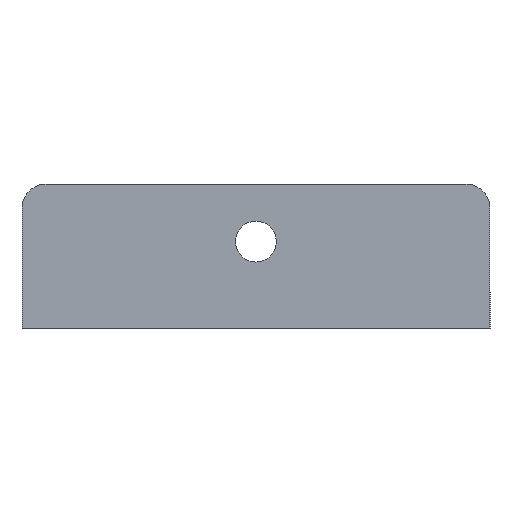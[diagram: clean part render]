
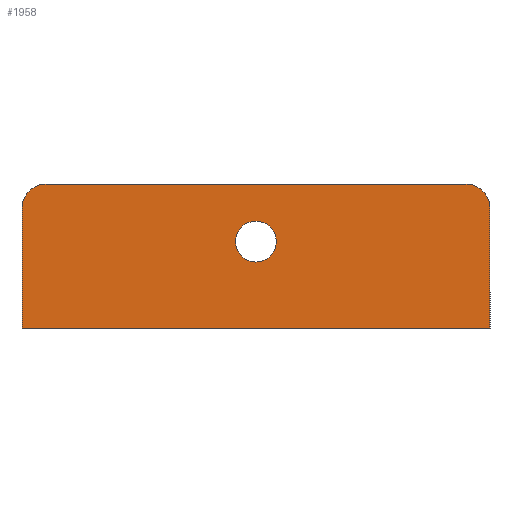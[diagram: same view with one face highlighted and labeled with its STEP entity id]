
A CAD part, left-side view. The second image highlights one B-rep face of the part: STEP entity #1958.
In plain terms, the highlighted planar face has unit normal (-1, 0, 0).
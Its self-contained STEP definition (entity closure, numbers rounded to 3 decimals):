
#44 = PLANE('',#45);
#45 = AXIS2_PLACEMENT_3D('',#46,#47,#48);
#46 = CARTESIAN_POINT('',(-25.,-19.509,0.));
#47 = DIRECTION('',(0.,1.,0.));
#48 = DIRECTION('',(0.,0.,1.));
#132 = PLANE('',#133);
#133 = AXIS2_PLACEMENT_3D('',#134,#135,#136);
#134 = CARTESIAN_POINT('',(-27.,-19.509,0.));
#135 = DIRECTION('',(0.,0.,-1.));
#136 = DIRECTION('',(-1.,0.,0.));
#227 = VERTEX_POINT('',#228);
#228 = CARTESIAN_POINT('',(-27.,-19.509,10.));
#242 = CYLINDRICAL_SURFACE('',#243,2.);
#243 = AXIS2_PLACEMENT_3D('',#244,#245,#246);
#244 = CARTESIAN_POINT('',(-27.,-17.509,10.));
#245 = DIRECTION('',(-1.,0.,0.));
#246 = DIRECTION('',(0.,-1.,0.));
#254 = EDGE_CURVE('',#227,#255,#257,.T.);
#255 = VERTEX_POINT('',#256);
#256 = CARTESIAN_POINT('',(-27.,-19.509,3.));
#257 = SURFACE_CURVE('',#258,(#262,#269),.PCURVE_S1.);
#258 = LINE('',#259,#260);
#259 = CARTESIAN_POINT('',(-27.,-19.509,10.));
#260 = VECTOR('',#261,1.);
#261 = DIRECTION('',(0.,0.,-1.));
#262 = PCURVE('',#44,#263);
#263 = DEFINITIONAL_REPRESENTATION('',(#264),#268);
#264 = LINE('',#265,#266);
#265 = CARTESIAN_POINT('',(10.,-2.));
#266 = VECTOR('',#267,1.);
#267 = DIRECTION('',(-1.,0.));
#268 = ( GEOMETRIC_REPRESENTATION_CONTEXT(2) 
PARAMETRIC_REPRESENTATION_CONTEXT() REPRESENTATION_CONTEXT('2D SPACE',''
  ) );
#269 = PCURVE('',#270,#275);
#270 = PLANE('',#271);
#271 = AXIS2_PLACEMENT_3D('',#272,#273,#274);
#272 = CARTESIAN_POINT('',(-27.,-19.509,10.));
#273 = DIRECTION('',(-1.,0.,0.));
#274 = DIRECTION('',(0.,0.,-1.));
#275 = DEFINITIONAL_REPRESENTATION('',(#276),#280);
#276 = LINE('',#277,#278);
#277 = CARTESIAN_POINT('',(0.,-0.));
#278 = VECTOR('',#279,1.);
#279 = DIRECTION('',(1.,0.));
#280 = ( GEOMETRIC_REPRESENTATION_CONTEXT(2) 
PARAMETRIC_REPRESENTATION_CONTEXT() REPRESENTATION_CONTEXT('2D SPACE',''
  ) );
#282 = EDGE_CURVE('',#283,#255,#285,.T.);
#283 = VERTEX_POINT('',#284);
#284 = CARTESIAN_POINT('',(-27.,-19.509,0.));
#285 = SURFACE_CURVE('',#286,(#290,#297),.PCURVE_S1.);
#286 = LINE('',#287,#288);
#287 = CARTESIAN_POINT('',(-27.,-19.509,0.));
#288 = VECTOR('',#289,1.);
#289 = DIRECTION('',(0.,0.,1.));
#290 = PCURVE('',#44,#291);
#291 = DEFINITIONAL_REPRESENTATION('',(#292),#296);
#292 = LINE('',#293,#294);
#293 = CARTESIAN_POINT('',(0.,-2.));
#294 = VECTOR('',#295,1.);
#295 = DIRECTION('',(1.,0.));
#296 = ( GEOMETRIC_REPRESENTATION_CONTEXT(2) 
PARAMETRIC_REPRESENTATION_CONTEXT() REPRESENTATION_CONTEXT('2D SPACE',''
  ) );
#297 = PCURVE('',#270,#298);
#298 = DEFINITIONAL_REPRESENTATION('',(#299),#303);
#299 = LINE('',#300,#301);
#300 = CARTESIAN_POINT('',(10.,0.));
#301 = VECTOR('',#302,1.);
#302 = DIRECTION('',(-1.,-0.));
#303 = ( GEOMETRIC_REPRESENTATION_CONTEXT(2) 
PARAMETRIC_REPRESENTATION_CONTEXT() REPRESENTATION_CONTEXT('2D SPACE',''
  ) );
#407 = EDGE_CURVE('',#283,#408,#410,.T.);
#408 = VERTEX_POINT('',#409);
#409 = CARTESIAN_POINT('',(-27.,19.491,0.));
#410 = SURFACE_CURVE('',#411,(#415,#422),.PCURVE_S1.);
#411 = LINE('',#412,#413);
#412 = CARTESIAN_POINT('',(-27.,-19.509,0.));
#413 = VECTOR('',#414,1.);
#414 = DIRECTION('',(0.,1.,0.));
#415 = PCURVE('',#132,#416);
#416 = DEFINITIONAL_REPRESENTATION('',(#417),#421);
#417 = LINE('',#418,#419);
#418 = CARTESIAN_POINT('',(0.,0.));
#419 = VECTOR('',#420,1.);
#420 = DIRECTION('',(0.,1.));
#421 = ( GEOMETRIC_REPRESENTATION_CONTEXT(2) 
PARAMETRIC_REPRESENTATION_CONTEXT() REPRESENTATION_CONTEXT('2D SPACE',''
  ) );
#422 = PCURVE('',#270,#423);
#423 = DEFINITIONAL_REPRESENTATION('',(#424),#428);
#424 = LINE('',#425,#426);
#425 = CARTESIAN_POINT('',(10.,0.));
#426 = VECTOR('',#427,1.);
#427 = DIRECTION('',(0.,-1.));
#428 = ( GEOMETRIC_REPRESENTATION_CONTEXT(2) 
PARAMETRIC_REPRESENTATION_CONTEXT() REPRESENTATION_CONTEXT('2D SPACE',''
  ) );
#446 = PLANE('',#447);
#447 = AXIS2_PLACEMENT_3D('',#448,#449,#450);
#448 = CARTESIAN_POINT('',(-25.,19.491,0.));
#449 = DIRECTION('',(0.,1.,0.));
#450 = DIRECTION('',(0.,0.,1.));
#1771 = PLANE('',#1772);
#1772 = AXIS2_PLACEMENT_3D('',#1773,#1774,#1775);
#1773 = CARTESIAN_POINT('',(-27.,17.491,12.));
#1774 = DIRECTION('',(-0.,-0.,-1.));
#1775 = DIRECTION('',(0.,-1.,0.));
#1800 = CYLINDRICAL_SURFACE('',#1801,2.);
#1801 = AXIS2_PLACEMENT_3D('',#1802,#1803,#1804);
#1802 = CARTESIAN_POINT('',(-27.,17.491,10.));
#1803 = DIRECTION('',(-1.,0.,0.));
#1804 = DIRECTION('',(0.,-1.,0.));
#1897 = CYLINDRICAL_SURFACE('',#1898,1.7);
#1898 = AXIS2_PLACEMENT_3D('',#1899,#1900,#1901);
#1899 = CARTESIAN_POINT('',(-27.,0.,7.2));
#1900 = DIRECTION('',(-1.,0.,0.));
#1901 = DIRECTION('',(0.,-1.,0.));
#1915 = VERTEX_POINT('',#1916);
#1916 = CARTESIAN_POINT('',(-27.,-17.509,12.));
#1937 = EDGE_CURVE('',#227,#1915,#1938,.T.);
#1938 = SURFACE_CURVE('',#1939,(#1944,#1951),.PCURVE_S1.);
#1939 = CIRCLE('',#1940,2.);
#1940 = AXIS2_PLACEMENT_3D('',#1941,#1942,#1943);
#1941 = CARTESIAN_POINT('',(-27.,-17.509,10.));
#1942 = DIRECTION('',(-1.,0.,0.));
#1943 = DIRECTION('',(0.,-1.,0.));
#1944 = PCURVE('',#242,#1945);
#1945 = DEFINITIONAL_REPRESENTATION('',(#1946),#1950);
#1946 = LINE('',#1947,#1948);
#1947 = CARTESIAN_POINT('',(0.,0.));
#1948 = VECTOR('',#1949,1.);
#1949 = DIRECTION('',(1.,0.));
#1950 = ( GEOMETRIC_REPRESENTATION_CONTEXT(2) 
PARAMETRIC_REPRESENTATION_CONTEXT() REPRESENTATION_CONTEXT('2D SPACE',''
  ) );
#1951 = PCURVE('',#270,#1952);
#1952 = DEFINITIONAL_REPRESENTATION('',(#1953),#1957);
#1953 = CIRCLE('',#1954,2.);
#1954 = AXIS2_PLACEMENT_2D('',#1955,#1956);
#1955 = CARTESIAN_POINT('',(0.,-2.));
#1956 = DIRECTION('',(0.,1.));
#1957 = ( GEOMETRIC_REPRESENTATION_CONTEXT(2) 
PARAMETRIC_REPRESENTATION_CONTEXT() REPRESENTATION_CONTEXT('2D SPACE',''
  ) );
#1958 = ADVANCED_FACE('',(#1959,#2056),#270,.T.);
#1959 = FACE_BOUND('',#1960,.T.);
#1960 = EDGE_LOOP('',(#1961,#1962,#1963,#1964,#1987,#2011,#2034,#2055));
#1961 = ORIENTED_EDGE('',*,*,#282,.T.);
#1962 = ORIENTED_EDGE('',*,*,#254,.F.);
#1963 = ORIENTED_EDGE('',*,*,#1937,.T.);
#1964 = ORIENTED_EDGE('',*,*,#1965,.F.);
#1965 = EDGE_CURVE('',#1966,#1915,#1968,.T.);
#1966 = VERTEX_POINT('',#1967);
#1967 = CARTESIAN_POINT('',(-27.,17.491,12.));
#1968 = SURFACE_CURVE('',#1969,(#1973,#1980),.PCURVE_S1.);
#1969 = LINE('',#1970,#1971);
#1970 = CARTESIAN_POINT('',(-27.,17.491,12.));
#1971 = VECTOR('',#1972,1.);
#1972 = DIRECTION('',(0.,-1.,0.));
#1973 = PCURVE('',#270,#1974);
#1974 = DEFINITIONAL_REPRESENTATION('',(#1975),#1979);
#1975 = LINE('',#1976,#1977);
#1976 = CARTESIAN_POINT('',(-2.,-37.));
#1977 = VECTOR('',#1978,1.);
#1978 = DIRECTION('',(0.,1.));
#1979 = ( GEOMETRIC_REPRESENTATION_CONTEXT(2) 
PARAMETRIC_REPRESENTATION_CONTEXT() REPRESENTATION_CONTEXT('2D SPACE',''
  ) );
#1980 = PCURVE('',#1771,#1981);
#1981 = DEFINITIONAL_REPRESENTATION('',(#1982),#1986);
#1982 = LINE('',#1983,#1984);
#1983 = CARTESIAN_POINT('',(0.,0.));
#1984 = VECTOR('',#1985,1.);
#1985 = DIRECTION('',(1.,0.));
#1986 = ( GEOMETRIC_REPRESENTATION_CONTEXT(2) 
PARAMETRIC_REPRESENTATION_CONTEXT() REPRESENTATION_CONTEXT('2D SPACE',''
  ) );
#1987 = ORIENTED_EDGE('',*,*,#1988,.T.);
#1988 = EDGE_CURVE('',#1966,#1989,#1991,.T.);
#1989 = VERTEX_POINT('',#1990);
#1990 = CARTESIAN_POINT('',(-27.,19.491,10.));
#1991 = SURFACE_CURVE('',#1992,(#1997,#2004),.PCURVE_S1.);
#1992 = CIRCLE('',#1993,2.);
#1993 = AXIS2_PLACEMENT_3D('',#1994,#1995,#1996);
#1994 = CARTESIAN_POINT('',(-27.,17.491,10.));
#1995 = DIRECTION('',(-1.,0.,0.));
#1996 = DIRECTION('',(0.,-1.,0.));
#1997 = PCURVE('',#270,#1998);
#1998 = DEFINITIONAL_REPRESENTATION('',(#1999),#2003);
#1999 = CIRCLE('',#2000,2.);
#2000 = AXIS2_PLACEMENT_2D('',#2001,#2002);
#2001 = CARTESIAN_POINT('',(0.,-37.));
#2002 = DIRECTION('',(0.,1.));
#2003 = ( GEOMETRIC_REPRESENTATION_CONTEXT(2) 
PARAMETRIC_REPRESENTATION_CONTEXT() REPRESENTATION_CONTEXT('2D SPACE',''
  ) );
#2004 = PCURVE('',#1800,#2005);
#2005 = DEFINITIONAL_REPRESENTATION('',(#2006),#2010);
#2006 = LINE('',#2007,#2008);
#2007 = CARTESIAN_POINT('',(0.,0.));
#2008 = VECTOR('',#2009,1.);
#2009 = DIRECTION('',(1.,0.));
#2010 = ( GEOMETRIC_REPRESENTATION_CONTEXT(2) 
PARAMETRIC_REPRESENTATION_CONTEXT() REPRESENTATION_CONTEXT('2D SPACE',''
  ) );
#2011 = ORIENTED_EDGE('',*,*,#2012,.F.);
#2012 = EDGE_CURVE('',#2013,#1989,#2015,.T.);
#2013 = VERTEX_POINT('',#2014);
#2014 = CARTESIAN_POINT('',(-27.,19.491,3.));
#2015 = SURFACE_CURVE('',#2016,(#2020,#2027),.PCURVE_S1.);
#2016 = LINE('',#2017,#2018);
#2017 = CARTESIAN_POINT('',(-27.,19.491,0.));
#2018 = VECTOR('',#2019,1.);
#2019 = DIRECTION('',(0.,0.,1.));
#2020 = PCURVE('',#270,#2021);
#2021 = DEFINITIONAL_REPRESENTATION('',(#2022),#2026);
#2022 = LINE('',#2023,#2024);
#2023 = CARTESIAN_POINT('',(10.,-39.));
#2024 = VECTOR('',#2025,1.);
#2025 = DIRECTION('',(-1.,-0.));
#2026 = ( GEOMETRIC_REPRESENTATION_CONTEXT(2) 
PARAMETRIC_REPRESENTATION_CONTEXT() REPRESENTATION_CONTEXT('2D SPACE',''
  ) );
#2027 = PCURVE('',#446,#2028);
#2028 = DEFINITIONAL_REPRESENTATION('',(#2029),#2033);
#2029 = LINE('',#2030,#2031);
#2030 = CARTESIAN_POINT('',(0.,-2.));
#2031 = VECTOR('',#2032,1.);
#2032 = DIRECTION('',(1.,0.));
#2033 = ( GEOMETRIC_REPRESENTATION_CONTEXT(2) 
PARAMETRIC_REPRESENTATION_CONTEXT() REPRESENTATION_CONTEXT('2D SPACE',''
  ) );
#2034 = ORIENTED_EDGE('',*,*,#2035,.F.);
#2035 = EDGE_CURVE('',#408,#2013,#2036,.T.);
#2036 = SURFACE_CURVE('',#2037,(#2041,#2048),.PCURVE_S1.);
#2037 = LINE('',#2038,#2039);
#2038 = CARTESIAN_POINT('',(-27.,19.491,0.));
#2039 = VECTOR('',#2040,1.);
#2040 = DIRECTION('',(0.,0.,1.));
#2041 = PCURVE('',#270,#2042);
#2042 = DEFINITIONAL_REPRESENTATION('',(#2043),#2047);
#2043 = LINE('',#2044,#2045);
#2044 = CARTESIAN_POINT('',(10.,-39.));
#2045 = VECTOR('',#2046,1.);
#2046 = DIRECTION('',(-1.,-0.));
#2047 = ( GEOMETRIC_REPRESENTATION_CONTEXT(2) 
PARAMETRIC_REPRESENTATION_CONTEXT() REPRESENTATION_CONTEXT('2D SPACE',''
  ) );
#2048 = PCURVE('',#446,#2049);
#2049 = DEFINITIONAL_REPRESENTATION('',(#2050),#2054);
#2050 = LINE('',#2051,#2052);
#2051 = CARTESIAN_POINT('',(0.,-2.));
#2052 = VECTOR('',#2053,1.);
#2053 = DIRECTION('',(1.,0.));
#2054 = ( GEOMETRIC_REPRESENTATION_CONTEXT(2) 
PARAMETRIC_REPRESENTATION_CONTEXT() REPRESENTATION_CONTEXT('2D SPACE',''
  ) );
#2055 = ORIENTED_EDGE('',*,*,#407,.F.);
#2056 = FACE_BOUND('',#2057,.T.);
#2057 = EDGE_LOOP('',(#2058));
#2058 = ORIENTED_EDGE('',*,*,#2059,.F.);
#2059 = EDGE_CURVE('',#2060,#2060,#2062,.T.);
#2060 = VERTEX_POINT('',#2061);
#2061 = CARTESIAN_POINT('',(-27.,-1.7,7.2));
#2062 = SURFACE_CURVE('',#2063,(#2068,#2075),.PCURVE_S1.);
#2063 = CIRCLE('',#2064,1.7);
#2064 = AXIS2_PLACEMENT_3D('',#2065,#2066,#2067);
#2065 = CARTESIAN_POINT('',(-27.,0.,7.2));
#2066 = DIRECTION('',(-1.,0.,0.));
#2067 = DIRECTION('',(0.,-1.,0.));
#2068 = PCURVE('',#270,#2069);
#2069 = DEFINITIONAL_REPRESENTATION('',(#2070),#2074);
#2070 = CIRCLE('',#2071,1.7);
#2071 = AXIS2_PLACEMENT_2D('',#2072,#2073);
#2072 = CARTESIAN_POINT('',(2.8,-19.509));
#2073 = DIRECTION('',(0.,1.));
#2074 = ( GEOMETRIC_REPRESENTATION_CONTEXT(2) 
PARAMETRIC_REPRESENTATION_CONTEXT() REPRESENTATION_CONTEXT('2D SPACE',''
  ) );
#2075 = PCURVE('',#1897,#2076);
#2076 = DEFINITIONAL_REPRESENTATION('',(#2077),#2081);
#2077 = LINE('',#2078,#2079);
#2078 = CARTESIAN_POINT('',(0.,0.));
#2079 = VECTOR('',#2080,1.);
#2080 = DIRECTION('',(1.,0.));
#2081 = ( GEOMETRIC_REPRESENTATION_CONTEXT(2) 
PARAMETRIC_REPRESENTATION_CONTEXT() REPRESENTATION_CONTEXT('2D SPACE',''
  ) );
